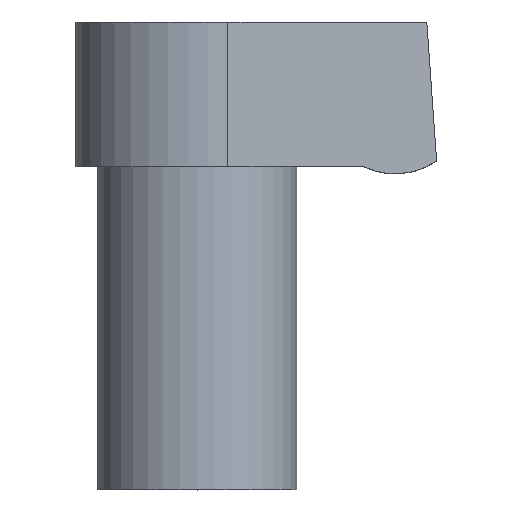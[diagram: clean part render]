
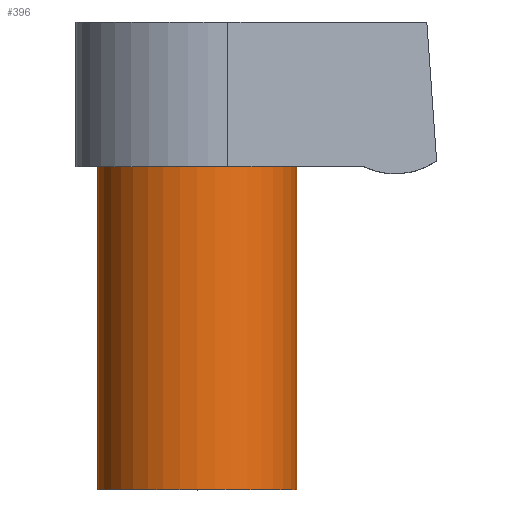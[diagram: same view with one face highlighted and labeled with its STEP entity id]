
A CAD part, top view. The second image highlights one B-rep face of the part: STEP entity #396.
In plain terms, the highlighted cylindrical face has radius 0.562 mm (diameter 1.125 mm), a partial arc.
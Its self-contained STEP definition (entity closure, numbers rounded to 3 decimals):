
#296=CARTESIAN_POINT('POINT19',(-0.563,-0.818,0.));
#297=VERTEX_POINT('VERTEX19',#296);
#298=CARTESIAN_POINT('POINT20',(0.563,-0.818,
   0.));
#299=VERTEX_POINT('VERTEX20',#298);
#300=CARTESIAN_POINT('POS28',(0.,-0.818,0.));
#301=DIRECTION('DIR41',(0.,1.,0.));
#302=DIRECTION('DIR42',(1.,0.,0.));
#303=AXIS2_PLACEMENT_3D('AXIS14',#300,#301,#302);
#304=CIRCLE('ELLIPSE6',#303,0.563);
#305=EDGE_CURVE('EDGE27',#297,#299,#304,.T.);
#357=CARTESIAN_POINT('POINT23',(-0.563,-2.648,0.));
#358=VERTEX_POINT('VERTEX23',#357);
#359=CARTESIAN_POINT('POS34',(-0.563,-0.818,
   0.));
#360=DIRECTION('DIR51',(0.,-1.,0.));
#361=VECTOR('VEC17',#360,1.);
#362=LINE('STRAIGHT17',#359,#361);
#363=EDGE_CURVE('EDGE33',#297,#358,#362,.T.);
#366=CARTESIAN_POINT('POINT24',(0.563,-2.648,
   0.));
#367=VERTEX_POINT('VERTEX24',#366);
#368=CARTESIAN_POINT('POS35',(0.563,-0.818,
   0.));
#369=DIRECTION('DIR52',(0.,1.,0.));
#370=VECTOR('VEC18',#369,1.);
#371=LINE('STRAIGHT18',#368,#370);
#372=EDGE_CURVE('EDGE34',#367,#299,#371,.T.);
#374=CARTESIAN_POINT('POS36',(0.,-2.648,0.));
#375=DIRECTION('DIR53',(0.,1.,0.));
#376=DIRECTION('DIR54',(-1.,0.,0.));
#377=AXIS2_PLACEMENT_3D('AXIS18',#374,#375,#376);
#378=CIRCLE('ELLIPSE8',#377,0.563);
#383=CARTESIAN_POINT('POS37',(0.,-0.818,0.));
#384=DIRECTION('DIR55',(0.,-1.,0.));
#385=DIRECTION('DIR56',(-1.,0.,0.));
#386=AXIS2_PLACEMENT_3D('AXIS19',#383,#384,#385);
#387=CYLINDRICAL_SURFACE('CONE_SURF5',#386,0.563);
#389=ORIENTED_EDGE('COEDGE65',*,*,#363,.T.);
#390=EDGE_CURVE('EDGE36',#358,#367,#378,.T.);
#391=ORIENTED_EDGE('COEDGE66',*,*,#390,.T.);
#392=ORIENTED_EDGE('COEDGE67',*,*,#372,.T.);
#393=ORIENTED_EDGE('COEDGE68',*,*,#305,.F.);
#394=EDGE_LOOP('NONE',(#389,#391,#392,#393));
#395=FACE_BOUND('LOOP1',#394,.T.);
#396=ADVANCED_FACE('FACE15',(#395),#387,.T.);
